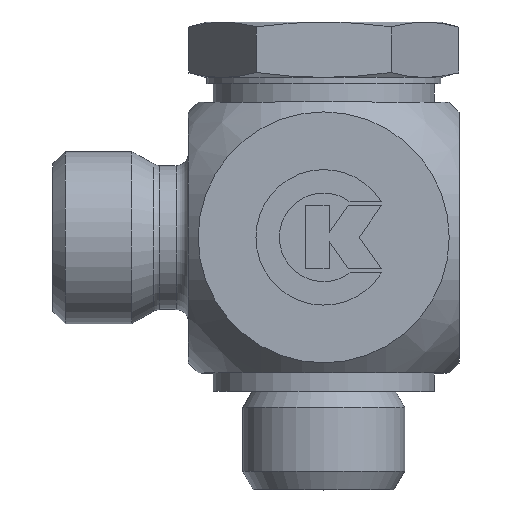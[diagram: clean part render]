
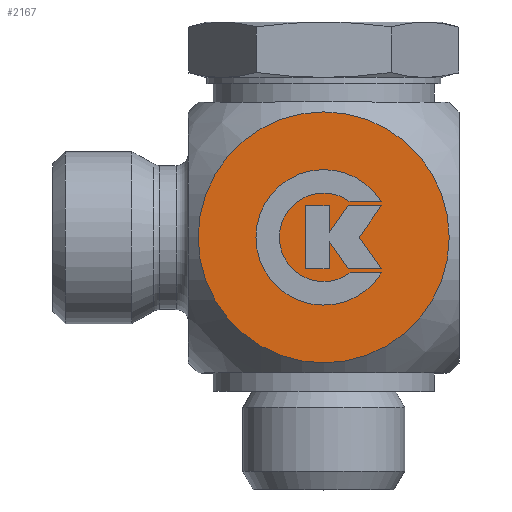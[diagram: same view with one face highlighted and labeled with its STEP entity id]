
A CAD part, top view. The second image highlights one B-rep face of the part: STEP entity #2167.
In plain terms, the highlighted planar face has unit normal (0, 0, 1).
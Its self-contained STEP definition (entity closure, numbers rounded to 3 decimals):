
#123=CARTESIAN_POINT('',(4.687,2.892,11.0));
#124=VERTEX_POINT('',#123);
#131=CARTESIAN_POINT('',(4.687,-2.892,11.0));
#132=VERTEX_POINT('',#131);
#133=CARTESIAN_POINT('',(0.,0.0,11.0));
#134=DIRECTION('',(0.,0.,-1.0));
#135=DIRECTION('',(-0.851,-0.525,0.));
#136=AXIS2_PLACEMENT_3D('',#133,#134,#135);
#137=CIRCLE('',#136,5.507);
#138=EDGE_CURVE('',#132,#124,#137,.T.);
#163=CARTESIAN_POINT('',(2.142,-2.892,11.0));
#164=VERTEX_POINT('',#163);
#165=CARTESIAN_POINT('',(2.142,-2.892,11.0));
#166=DIRECTION('',(1.0,0.0,0.0));
#167=VECTOR('',#166,2.545);
#168=LINE('',#165,#167);
#169=EDGE_CURVE('',#164,#132,#168,.T.);
#195=CARTESIAN_POINT('',(2.142,2.892,11.0));
#196=VERTEX_POINT('',#195);
#197=CARTESIAN_POINT('',(0.,0.0,11.0));
#198=DIRECTION('',(0.,0.,1.0));
#199=DIRECTION('',(0.595,0.804,0.));
#200=AXIS2_PLACEMENT_3D('',#197,#198,#199);
#201=CIRCLE('',#200,3.598);
#202=EDGE_CURVE('',#196,#164,#201,.T.);
#225=CARTESIAN_POINT('',(4.687,2.892,11.0));
#226=DIRECTION('',(-1.0,0.0,0.0));
#227=VECTOR('',#226,2.545);
#228=LINE('',#225,#227);
#229=EDGE_CURVE('',#124,#196,#228,.T.);
#262=CARTESIAN_POINT('',(-1.482,-2.57,11.0));
#263=VERTEX_POINT('',#262);
#270=CARTESIAN_POINT('',(0.446,-2.57,11.0));
#271=VERTEX_POINT('',#270);
#272=CARTESIAN_POINT('',(0.446,-2.57,11.0));
#273=DIRECTION('',(-1.0,0.0,0.0));
#274=VECTOR('',#273,1.928);
#275=LINE('',#272,#274);
#276=EDGE_CURVE('',#271,#263,#275,.T.);
#301=CARTESIAN_POINT('',(0.446,-0.368,11.0));
#302=VERTEX_POINT('',#301);
#303=CARTESIAN_POINT('',(0.446,-0.368,11.0));
#304=DIRECTION('',(0.0,-1.0,0.0));
#305=VECTOR('',#304,2.202);
#306=LINE('',#303,#305);
#307=EDGE_CURVE('',#302,#271,#306,.T.);
#332=CARTESIAN_POINT('',(1.988,-2.57,11.0));
#333=VERTEX_POINT('',#332);
#334=CARTESIAN_POINT('',(1.988,-2.57,11.0));
#335=DIRECTION('',(-0.574,0.819,0.0));
#336=VECTOR('',#335,2.689);
#337=LINE('',#334,#336);
#338=EDGE_CURVE('',#333,#302,#337,.T.);
#363=CARTESIAN_POINT('',(4.687,-2.57,11.0));
#364=VERTEX_POINT('',#363);
#365=CARTESIAN_POINT('',(4.687,-2.57,11.0));
#366=DIRECTION('',(-1.0,0.0,0.0));
#367=VECTOR('',#366,2.699);
#368=LINE('',#365,#367);
#369=EDGE_CURVE('',#364,#333,#368,.T.);
#394=CARTESIAN_POINT('',(2.887,0.0,11.0));
#395=VERTEX_POINT('',#394);
#396=CARTESIAN_POINT('',(2.887,0.,11.0));
#397=DIRECTION('',(0.574,-0.819,0.0));
#398=VECTOR('',#397,3.138);
#399=LINE('',#396,#398);
#400=EDGE_CURVE('',#395,#364,#399,.T.);
#425=CARTESIAN_POINT('',(4.687,2.57,11.0));
#426=VERTEX_POINT('',#425);
#427=CARTESIAN_POINT('',(4.687,2.57,11.0));
#428=DIRECTION('',(-0.574,-0.819,0.0));
#429=VECTOR('',#428,3.138);
#430=LINE('',#427,#429);
#431=EDGE_CURVE('',#426,#395,#430,.T.);
#456=CARTESIAN_POINT('',(1.988,2.57,11.0));
#457=VERTEX_POINT('',#456);
#458=CARTESIAN_POINT('',(1.988,2.57,11.0));
#459=DIRECTION('',(1.0,0.0,0.0));
#460=VECTOR('',#459,2.699);
#461=LINE('',#458,#460);
#462=EDGE_CURVE('',#457,#426,#461,.T.);
#487=CARTESIAN_POINT('',(0.446,0.368,11.0));
#488=VERTEX_POINT('',#487);
#489=CARTESIAN_POINT('',(0.446,0.368,11.0));
#490=DIRECTION('',(0.574,0.819,0.0));
#491=VECTOR('',#490,2.689);
#492=LINE('',#489,#491);
#493=EDGE_CURVE('',#488,#457,#492,.T.);
#518=CARTESIAN_POINT('',(0.446,2.57,11.0));
#519=VERTEX_POINT('',#518);
#520=CARTESIAN_POINT('',(0.446,2.57,11.0));
#521=DIRECTION('',(0.0,-1.0,0.0));
#522=VECTOR('',#521,2.202);
#523=LINE('',#520,#522);
#524=EDGE_CURVE('',#519,#488,#523,.T.);
#549=CARTESIAN_POINT('',(-1.482,2.57,11.0));
#550=VERTEX_POINT('',#549);
#551=CARTESIAN_POINT('',(-1.482,2.57,11.0));
#552=DIRECTION('',(1.0,0.0,0.0));
#553=VECTOR('',#552,1.928);
#554=LINE('',#551,#553);
#555=EDGE_CURVE('',#550,#519,#554,.T.);
#578=CARTESIAN_POINT('',(-1.482,-2.57,11.0));
#579=DIRECTION('',(0.0,1.0,0.0));
#580=VECTOR('',#579,5.141);
#581=LINE('',#578,#580);
#582=EDGE_CURVE('',#263,#550,#581,.T.);
#2048=CARTESIAN_POINT('',(0.,-10.198,11.0));
#2049=VERTEX_POINT('',#2048);
#2050=CARTESIAN_POINT('',(0.0,0.0,11.0));
#2051=DIRECTION('',(0.0,0.0,1.0));
#2052=DIRECTION('',(0.0,1.0,0.0));
#2053=AXIS2_PLACEMENT_3D('',#2050,#2051,#2052);
#2054=CIRCLE('',#2053,10.198);
#2055=EDGE_CURVE('',#2049,#2049,#2054,.T.);
#2140=CARTESIAN_POINT('',(0.0,0.,11.0));
#2141=DIRECTION('',(0.0,0.0,1.0));
#2142=DIRECTION('',(1.0,0.0,0.0));
#2143=AXIS2_PLACEMENT_3D('',#2140,#2141,#2142);
#2144=PLANE('',#2143);
#2145=ORIENTED_EDGE('',*,*,#2055,.T.);
#2146=EDGE_LOOP('',(#2145));
#2147=FACE_OUTER_BOUND('',#2146,.T.);
#2148=ORIENTED_EDGE('',*,*,#138,.T.);
#2149=ORIENTED_EDGE('',*,*,#229,.T.);
#2150=ORIENTED_EDGE('',*,*,#202,.T.);
#2151=ORIENTED_EDGE('',*,*,#169,.T.);
#2152=EDGE_LOOP('',(#2148,#2149,#2150,#2151));
#2153=FACE_BOUND('',#2152,.T.);
#2154=ORIENTED_EDGE('',*,*,#276,.T.);
#2155=ORIENTED_EDGE('',*,*,#582,.T.);
#2156=ORIENTED_EDGE('',*,*,#555,.T.);
#2157=ORIENTED_EDGE('',*,*,#524,.T.);
#2158=ORIENTED_EDGE('',*,*,#493,.T.);
#2159=ORIENTED_EDGE('',*,*,#462,.T.);
#2160=ORIENTED_EDGE('',*,*,#431,.T.);
#2161=ORIENTED_EDGE('',*,*,#400,.T.);
#2162=ORIENTED_EDGE('',*,*,#369,.T.);
#2163=ORIENTED_EDGE('',*,*,#338,.T.);
#2164=ORIENTED_EDGE('',*,*,#307,.T.);
#2165=EDGE_LOOP('',(#2154,#2155,#2156,#2157,#2158,#2159,#2160,#2161,#2162,#2163,#2164));
#2166=FACE_BOUND('',#2165,.T.);
#2167=ADVANCED_FACE('',(#2147,#2153,#2166),#2144,.T.);
